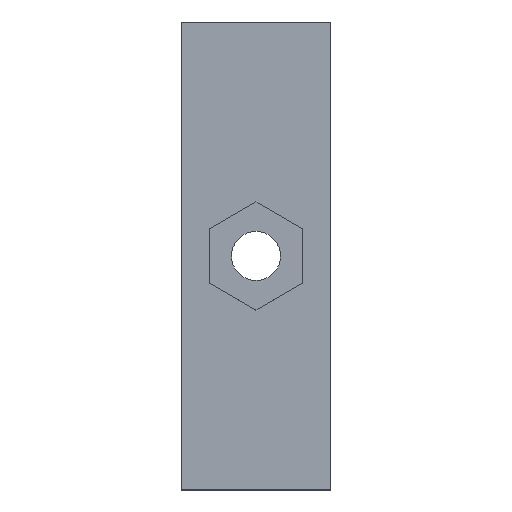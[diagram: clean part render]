
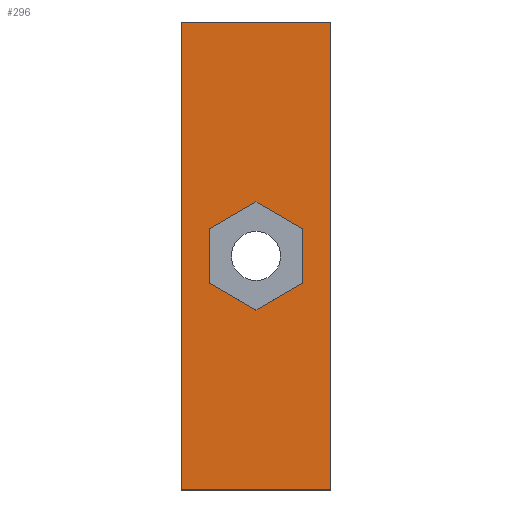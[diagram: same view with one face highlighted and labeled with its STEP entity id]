
A CAD part, top view. The second image highlights one B-rep face of the part: STEP entity #296.
In plain terms, the highlighted planar face has unit normal (0, 0, 1).
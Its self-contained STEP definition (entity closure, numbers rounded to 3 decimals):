
#16=LINE('',#407,#46);
#20=LINE('',#414,#50);
#23=LINE('',#420,#53);
#26=LINE('',#426,#56);
#29=LINE('',#432,#59);
#31=LINE('',#435,#61);
#32=LINE('',#443,#62);
#36=LINE('',#451,#66);
#39=LINE('',#457,#69);
#42=LINE('',#462,#72);
#46=VECTOR('',#335,10.);
#50=VECTOR('',#341,10.);
#53=VECTOR('',#346,10.);
#56=VECTOR('',#351,10.);
#59=VECTOR('',#356,10.);
#61=VECTOR('',#360,10.);
#62=VECTOR('',#369,10.);
#66=VECTOR('',#375,10.);
#69=VECTOR('',#380,10.);
#72=VECTOR('',#385,10.);
#87=PLANE('',#318);
#93=FACE_BOUND('',#131,.T.);
#109=FACE_OUTER_BOUND('',#130,.T.);
#130=EDGE_LOOP('',(#252,#253,#254,#255));
#131=EDGE_LOOP('',(#256,#257,#258,#259,#260,#261));
#141=VERTEX_POINT('',#404);
#142=VERTEX_POINT('',#406);
#144=VERTEX_POINT('',#412);
#146=VERTEX_POINT('',#418);
#148=VERTEX_POINT('',#424);
#150=VERTEX_POINT('',#430);
#152=VERTEX_POINT('',#441);
#153=VERTEX_POINT('',#442);
#156=VERTEX_POINT('',#450);
#158=VERTEX_POINT('',#456);
#165=EDGE_CURVE('',#142,#141,#16,.T.);
#169=EDGE_CURVE('',#141,#144,#20,.T.);
#172=EDGE_CURVE('',#144,#146,#23,.T.);
#175=EDGE_CURVE('',#146,#148,#26,.T.);
#178=EDGE_CURVE('',#148,#150,#29,.T.);
#180=EDGE_CURVE('',#150,#142,#31,.T.);
#182=EDGE_CURVE('',#152,#153,#32,.T.);
#186=EDGE_CURVE('',#153,#156,#36,.T.);
#189=EDGE_CURVE('',#156,#158,#39,.T.);
#192=EDGE_CURVE('',#158,#152,#42,.T.);
#252=ORIENTED_EDGE('',*,*,#182,.F.);
#253=ORIENTED_EDGE('',*,*,#192,.F.);
#254=ORIENTED_EDGE('',*,*,#189,.F.);
#255=ORIENTED_EDGE('',*,*,#186,.F.);
#256=ORIENTED_EDGE('',*,*,#165,.T.);
#257=ORIENTED_EDGE('',*,*,#169,.T.);
#258=ORIENTED_EDGE('',*,*,#172,.T.);
#259=ORIENTED_EDGE('',*,*,#175,.T.);
#260=ORIENTED_EDGE('',*,*,#178,.T.);
#261=ORIENTED_EDGE('',*,*,#180,.T.);
#296=ADVANCED_FACE('',(#109,#93),#87,.T.);
#318=AXIS2_PLACEMENT_3D('',#465,#389,#390);
#335=DIRECTION('',(0.866,-0.5,0.));
#341=DIRECTION('',(0.,-1.,0.));
#346=DIRECTION('',(-0.866,-0.5,0.));
#351=DIRECTION('',(-0.866,0.5,0.));
#356=DIRECTION('',(0.,1.,0.));
#360=DIRECTION('',(0.866,0.5,0.));
#369=DIRECTION('',(0.,1.,0.));
#375=DIRECTION('',(1.,0.,0.));
#380=DIRECTION('',(0.,-1.,0.));
#385=DIRECTION('',(-1.,0.,0.));
#389=DIRECTION('center_axis',(0.,0.,1.));
#390=DIRECTION('ref_axis',(1.,0.,0.));
#404=CARTESIAN_POINT('',(65.,139.434,10.));
#406=CARTESIAN_POINT('',(40.,153.868,10.));
#407=CARTESIAN_POINT('',(46.25,150.259,10.));
#412=CARTESIAN_POINT('',(65.,110.566,10.));
#414=CARTESIAN_POINT('',(65.,132.217,10.));
#418=CARTESIAN_POINT('',(40.,96.132,10.));
#420=CARTESIAN_POINT('',(58.75,106.958,10.));
#424=CARTESIAN_POINT('',(15.,110.566,10.));
#426=CARTESIAN_POINT('',(33.75,99.741,10.));
#430=CARTESIAN_POINT('',(15.,139.434,10.));
#432=CARTESIAN_POINT('',(15.,117.783,10.));
#435=CARTESIAN_POINT('',(21.25,143.042,10.));
#441=CARTESIAN_POINT('',(0.,0.,10.));
#442=CARTESIAN_POINT('',(0.,250.,10.));
#443=CARTESIAN_POINT('',(0.,250.,10.));
#450=CARTESIAN_POINT('',(80.,250.,10.));
#451=CARTESIAN_POINT('',(80.,250.,10.));
#456=CARTESIAN_POINT('',(80.,0.,10.));
#457=CARTESIAN_POINT('',(80.,0.,10.));
#462=CARTESIAN_POINT('',(0.,0.,10.));
#465=CARTESIAN_POINT('Origin',(40.,125.,10.));
